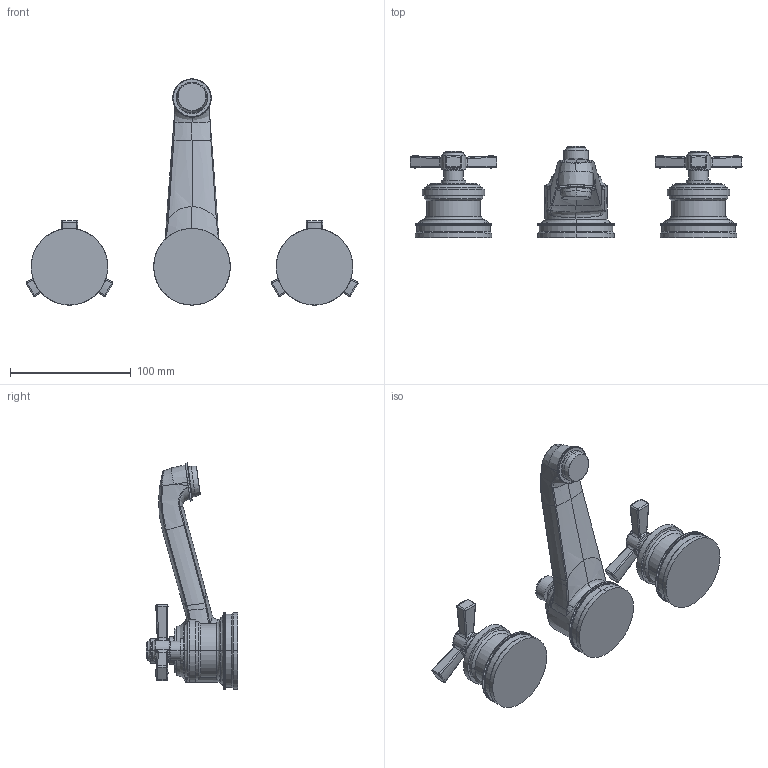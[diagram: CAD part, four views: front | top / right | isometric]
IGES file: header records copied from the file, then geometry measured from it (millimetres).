
Start section:  PTC IGES file: 1600.igs
Global section: file name: 1600.igs; native system: Creo Parametric by PTC Inc.; preprocessor: 2018400; author: jinson.thomas; organization: Unknown; date: 20201126.144755; units: inch
Bounding box: 275.34 x 75.73 x 187.54 mm (x, y, z)
Volume: 440312.7 mm3; surface area: 69591.4 mm2
Topology: 3 solids, 3 shells, 2283 faces, 6498 edges, 4234 vertices
Faces by surface type: bspline 1487, revolution 796
